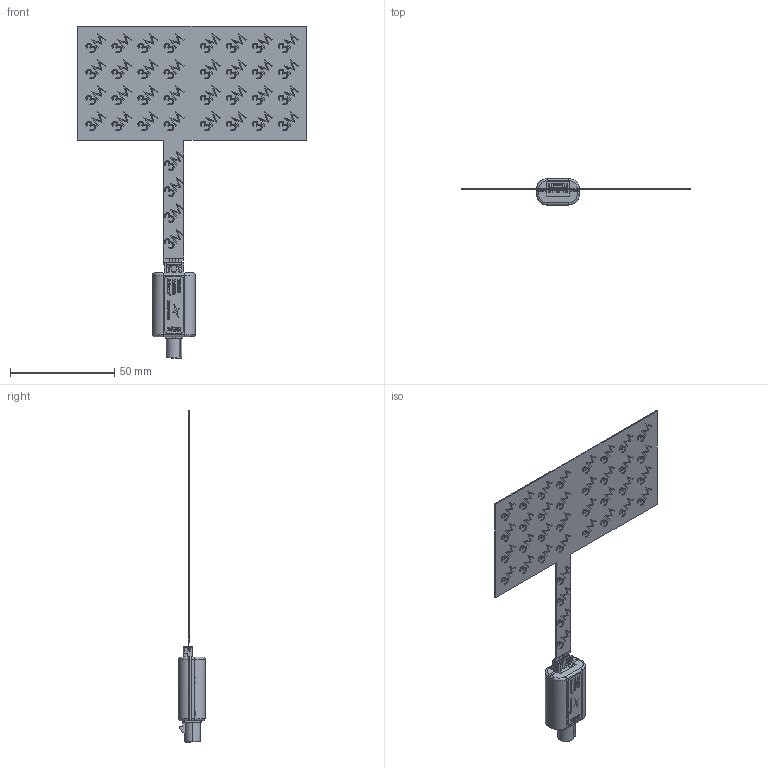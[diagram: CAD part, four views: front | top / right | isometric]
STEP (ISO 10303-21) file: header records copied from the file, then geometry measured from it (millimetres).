
FILE_DESCRIPTION (( 'STEP AP214' ), '1' );
FILE_NAME ('TFX62.A - D02.STEP', '2023-04-04T14:45:52', ( '' ), ( '' ), 'SwSTEP 2.0', 'SolidWorks 2018', '' );
FILE_SCHEMA (( 'AUTOMOTIVE_DESIGN' ));
Length unit declared in the file: inch
Products named in the file (1): TFX62.A - D02
Bounding box: 110 x 12.84 x 159.51 mm (x, y, z)
Volume: 10871.8 mm3; surface area: 17347.8 mm2
Topology: 1 solids, 8 shells, 996 faces, 4491 edges, 3642 vertices
Faces by surface type: plane 716, cylinder 191, bspline 58, cone 29, torus 2
Entity records: 69287 total; most frequent: CARTESIAN_POINT 21387, ORIENTED_EDGE 8970, DIRECTION 5199, EDGE_CURVE 4485, VERTEX_POINT 3642, LINE 2677, VECTOR 2677, B_SPLINE_CURVE_WITH_KNOTS 1327
